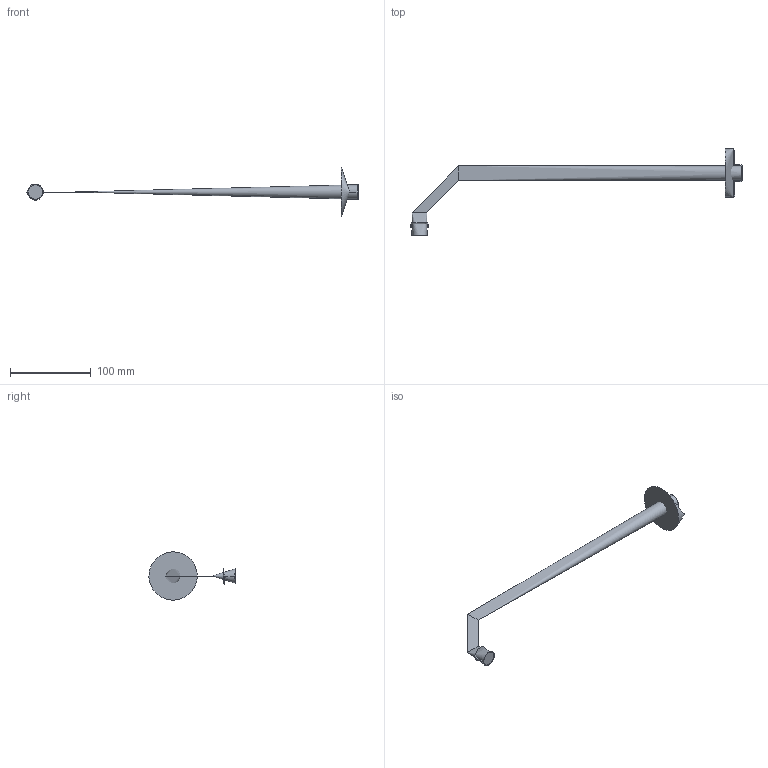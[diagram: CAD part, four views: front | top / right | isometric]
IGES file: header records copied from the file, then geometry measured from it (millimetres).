
Global section: file name: V11_wallarm; native system: AutoCAD 2016 - English; preprocessor: Autodesk Translation Framework DWG producer (atf_dwg_producer); organization: unknown; date: 20180201.182521; units: millimetre
Bounding box: 412.25 x 107 x 59.89 mm (x, y, z)
Volume: 158382.7 mm3; surface area: 36575.7 mm2
Topology: 3 solids, 3 shells, 24 faces, 58 edges, 45 vertices
Faces by surface type: bspline 24
